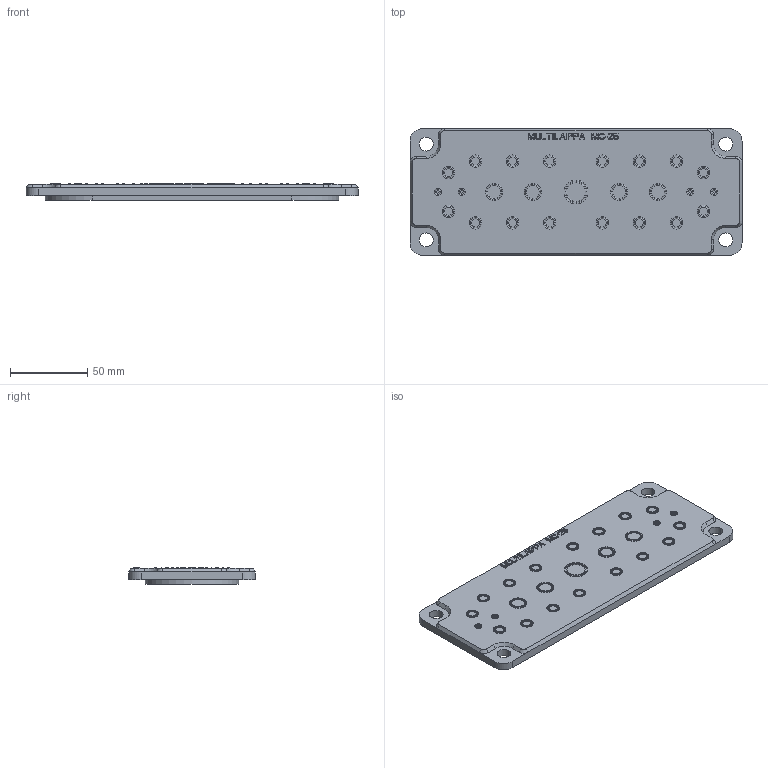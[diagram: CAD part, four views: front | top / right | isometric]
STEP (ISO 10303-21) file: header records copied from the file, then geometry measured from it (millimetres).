
FILE_DESCRIPTION((''),'2;1');
FILE_NAME('F2202','2019-10-07T',('kjell_andersson'),(''),'CREO PARAMETRIC BY PTC INC, 2018070','CREO PARAMETRIC BY PTC INC, 2018070','');
FILE_SCHEMA(('AUTOMOTIVE_DESIGN { 1 0 10303 214 1 1 1 1 }'));
Length unit declared in the file: millimetre
Products named in the file (1): F2202
Bounding box: 215 x 82 x 10.8 mm (x, y, z)
Volume: 115025.8 mm3; surface area: 51604.3 mm2
Topology: 1 solids, 1 shells, 758 faces, 1772 edges, 1112 vertices
Faces by surface type: plane 382, cylinder 264, torus 100, cone 12
Entity records: 27423 total; most frequent: DIRECTION 3940, CARTESIAN_POINT 3644, ORIENTED_EDGE 3544, PRESENTATION_STYLE_ASSIGNMENT 1773, STYLED_ITEM 1773, CURVE_STYLE 1772, EDGE_CURVE 1772, AXIS2_PLACEMENT_3D 1410
